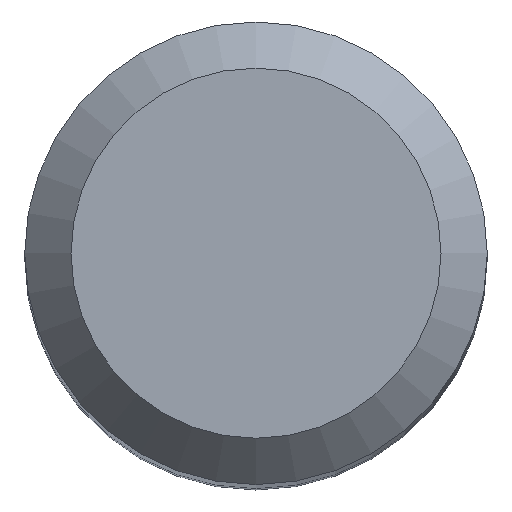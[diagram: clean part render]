
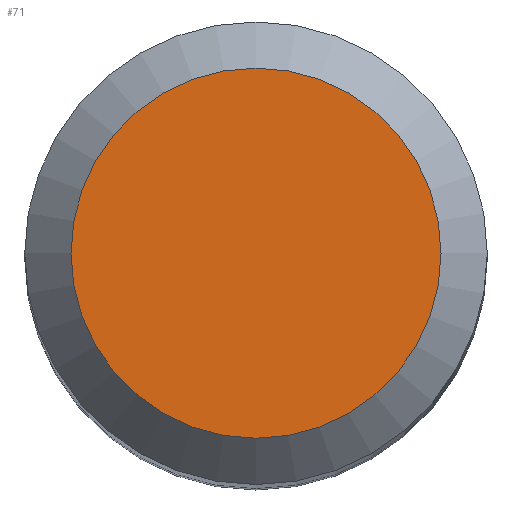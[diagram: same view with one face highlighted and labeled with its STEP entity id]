
A CAD part, top view. The second image highlights one B-rep face of the part: STEP entity #71.
In plain terms, the highlighted planar face has unit normal (0, 0, 1).
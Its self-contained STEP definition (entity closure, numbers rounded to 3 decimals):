
#29 = DIRECTION ( 'NONE',  ( 1., 0., 0. ) ) ;
#67 = CARTESIAN_POINT ( 'NONE',  ( 4.8, 0., 0. ) ) ;
#70 = DIRECTION ( 'NONE',  ( 0., 0., 1. ) ) ;
#71 = ADVANCED_FACE ( 'NONE', ( #103 ), #176, .T. ) ;
#80 = ORIENTED_EDGE ( 'NONE', *, *, #150, .T. ) ;
#88 = CARTESIAN_POINT ( 'NONE',  ( 0., 0., 0. ) ) ;
#103 = FACE_OUTER_BOUND ( 'NONE', #122, .T. ) ;
#122 = EDGE_LOOP ( 'NONE', ( #80 ) ) ;
#125 = CARTESIAN_POINT ( 'NONE',  ( 0., 0., 0. ) ) ;
#126 = DIRECTION ( 'NONE',  ( 0., 0., 1. ) ) ;
#127 = AXIS2_PLACEMENT_3D ( 'NONE', #88, #70, #164 ) ;
#129 = CIRCLE ( 'NONE', #141, 4.8 ) ;
#141 = AXIS2_PLACEMENT_3D ( 'NONE', #125, #126, #29 ) ;
#150 = EDGE_CURVE ( 'NONE', #161, #161, #129, .T. ) ;
#161 = VERTEX_POINT ( 'NONE', #67 ) ;
#164 = DIRECTION ( 'NONE',  ( 1., 0., 0. ) ) ;
#176 = PLANE ( 'NONE',  #127 ) ;
